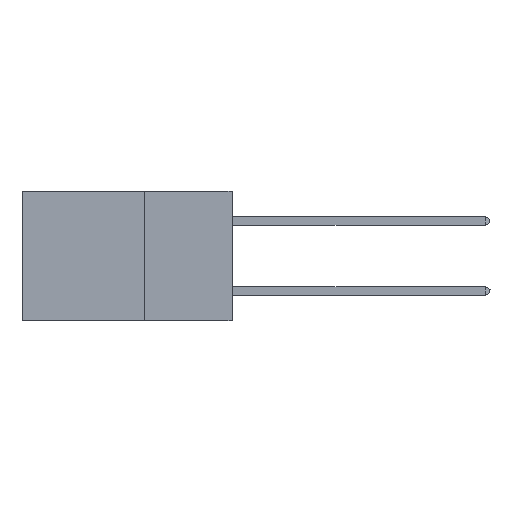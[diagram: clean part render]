
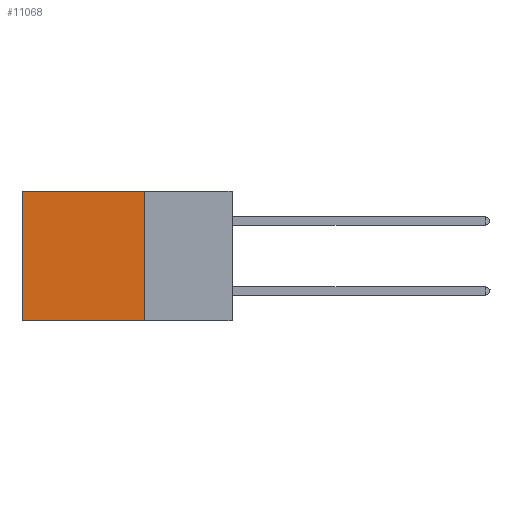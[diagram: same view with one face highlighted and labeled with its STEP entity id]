
A CAD part, left-side view. The second image highlights one B-rep face of the part: STEP entity #11068.
In plain terms, the highlighted planar face has unit normal (-1, 0, 0).
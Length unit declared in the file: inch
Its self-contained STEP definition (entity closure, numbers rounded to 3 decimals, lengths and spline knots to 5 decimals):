
#695 = VECTOR ( 'NONE', #6660, 39.37008 ) ;
#1664 = EDGE_CURVE ( 'NONE', #5338, #14356, #11645, .T. ) ;
#2763 = DIRECTION ( 'NONE',  ( 0., 0., -1. ) ) ;
#3006 = ORIENTED_EDGE ( 'NONE', *, *, #1664, .T. ) ;
#3172 = CARTESIAN_POINT ( 'NONE',  ( 0.2875, 0.25, 0. ) ) ;
#3201 = LINE ( 'NONE', #22245, #695 ) ;
#3446 = LINE ( 'NONE', #4320, #14553 ) ;
#3502 = VERTEX_POINT ( 'NONE', #4639 ) ;
#3592 = EDGE_CURVE ( 'NONE', #14356, #19200, #3201, .T. ) ;
#3771 = DIRECTION ( 'NONE',  ( 1., 0., 0. ) ) ;
#4018 = FACE_OUTER_BOUND ( 'NONE', #21756, .T. ) ;
#4233 = EDGE_CURVE ( 'NONE', #5338, #3502, #3446, .T. ) ;
#4320 = CARTESIAN_POINT ( 'NONE',  ( 0.2875, 0.25, 0. ) ) ;
#4639 = CARTESIAN_POINT ( 'NONE',  ( 0.2875, 0.25, -0.37 ) ) ;
#4883 = DIRECTION ( 'NONE',  ( 0., 1., 0. ) ) ;
#5338 = VERTEX_POINT ( 'NONE', #3172 ) ;
#5645 = DIRECTION ( 'NONE',  ( 0., 1., 0. ) ) ;
#6046 = AXIS2_PLACEMENT_3D ( 'NONE', #18812, #3771, #6431 ) ;
#6431 = DIRECTION ( 'NONE',  ( 0., 0., -1. ) ) ;
#6660 = DIRECTION ( 'NONE',  ( 0., 0., -1. ) ) ;
#9771 = EDGE_CURVE ( 'NONE', #3502, #19200, #12437, .T. ) ;
#11067 = VECTOR ( 'NONE', #4883, 39.37008 ) ;
#11068 = ADVANCED_FACE ( 'NONE', ( #4018 ), #16769, .F. ) ;
#11645 = LINE ( 'NONE', #12077, #11067 ) ;
#12077 = CARTESIAN_POINT ( 'NONE',  ( 0.2875, 0.25, 0. ) ) ;
#12437 = LINE ( 'NONE', #13868, #15783 ) ;
#13276 = ORIENTED_EDGE ( 'NONE', *, *, #9771, .F. ) ;
#13868 = CARTESIAN_POINT ( 'NONE',  ( 0.2875, 0.25, -0.37 ) ) ;
#14356 = VERTEX_POINT ( 'NONE', #16482 ) ;
#14553 = VECTOR ( 'NONE', #2763, 39.37008 ) ;
#14849 = ORIENTED_EDGE ( 'NONE', *, *, #4233, .F. ) ;
#15783 = VECTOR ( 'NONE', #5645, 39.37008 ) ;
#16482 = CARTESIAN_POINT ( 'NONE',  ( 0.2875, 0.6, 0. ) ) ;
#16769 = PLANE ( 'NONE',  #6046 ) ;
#18812 = CARTESIAN_POINT ( 'NONE',  ( 0.2875, 0.25, 0. ) ) ;
#19200 = VERTEX_POINT ( 'NONE', #22430 ) ;
#21756 = EDGE_LOOP ( 'NONE', ( #22390, #13276, #14849, #3006 ) ) ;
#22245 = CARTESIAN_POINT ( 'NONE',  ( 0.2875, 0.6, 0. ) ) ;
#22390 = ORIENTED_EDGE ( 'NONE', *, *, #3592, .T. ) ;
#22430 = CARTESIAN_POINT ( 'NONE',  ( 0.2875, 0.6, -0.37 ) ) ;
